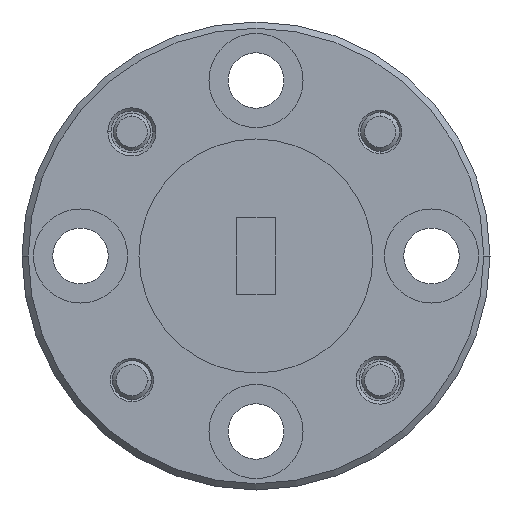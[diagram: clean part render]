
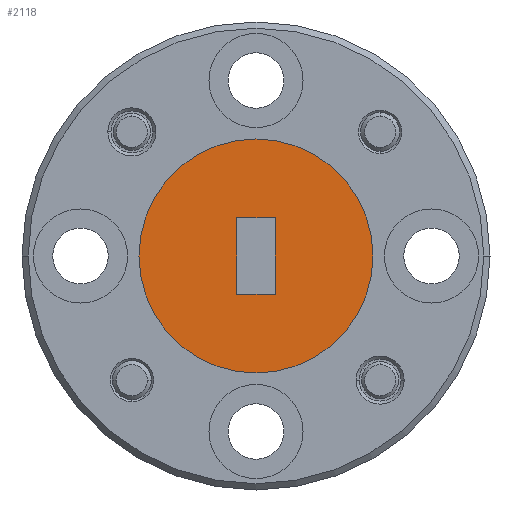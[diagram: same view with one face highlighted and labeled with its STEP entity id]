
A CAD part, left-side view. The second image highlights one B-rep face of the part: STEP entity #2118.
In plain terms, the highlighted planar face has unit normal (-1, 0, 0).
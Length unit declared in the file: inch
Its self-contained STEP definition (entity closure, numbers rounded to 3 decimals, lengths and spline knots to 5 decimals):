
#4 = DIRECTION ( 'NONE',  ( 0., 0., 1. ) ) ;
#17 = VECTOR ( 'NONE', #2221, 39.37008 ) ;
#107 = LINE ( 'NONE', #2096, #2532 ) ;
#143 = DIRECTION ( 'NONE',  ( 1., 0., 0. ) ) ;
#305 = DIRECTION ( 'NONE',  ( 1., 0., 0. ) ) ;
#653 = ORIENTED_EDGE ( 'NONE', *, *, #2859, .F. ) ;
#658 = AXIS2_PLACEMENT_3D ( 'NONE', #1277, #143, #1292 ) ;
#765 = CIRCLE ( 'NONE', #2742, 0.1875 ) ;
#958 = EDGE_LOOP ( 'NONE', ( #2733, #1279, #653, #2366 ) ) ;
#1133 = CARTESIAN_POINT ( 'NONE',  ( -0.15952, 0.90168, 1.42953 ) ) ;
#1167 = DIRECTION ( 'NONE',  ( 0., 1., 0. ) ) ;
#1168 = VERTEX_POINT ( 'NONE', #3220 ) ;
#1171 = CARTESIAN_POINT ( 'NONE',  ( -0.15952, 0.93218, 1.42953 ) ) ;
#1175 = EDGE_CURVE ( 'NONE', #1476, #1412, #3193, .T. ) ;
#1277 = CARTESIAN_POINT ( 'NONE',  ( -0.15952, 0.93218, 1.42953 ) ) ;
#1279 = ORIENTED_EDGE ( 'NONE', *, *, #1175, .F. ) ;
#1292 = DIRECTION ( 'NONE',  ( 0., 0., 1. ) ) ;
#1412 = VERTEX_POINT ( 'NONE', #2790 ) ;
#1476 = VERTEX_POINT ( 'NONE', #3095 ) ;
#1480 = ORIENTED_EDGE ( 'NONE', *, *, #2557, .F. ) ;
#1553 = EDGE_CURVE ( 'NONE', #2928, #3180, #2953, .T. ) ;
#1599 = LINE ( 'NONE', #1890, #17 ) ;
#1654 = VERTEX_POINT ( 'NONE', #2919 ) ;
#1686 = DIRECTION ( 'NONE',  ( 1., 0., 0. ) ) ;
#1829 = CIRCLE ( 'NONE', #658, 0.1875 ) ;
#1890 = CARTESIAN_POINT ( 'NONE',  ( -0.15952, 0.93218, 1.36853 ) ) ;
#1938 = FACE_BOUND ( 'NONE', #958, .T. ) ;
#1994 = DIRECTION ( 'NONE',  ( 0., 0., -1. ) ) ;
#2096 = CARTESIAN_POINT ( 'NONE',  ( -0.15952, 0.93218, 1.49053 ) ) ;
#2118 = ADVANCED_FACE ( 'NONE', ( #3642, #1938 ), #2888, .F. ) ;
#2221 = DIRECTION ( 'NONE',  ( 0., -1., 0. ) ) ;
#2269 = ORIENTED_EDGE ( 'NONE', *, *, #2837, .F. ) ;
#2274 = CARTESIAN_POINT ( 'NONE',  ( -0.15952, 0.93218, 1.42953 ) ) ;
#2292 = CARTESIAN_POINT ( 'NONE',  ( -0.15952, 0.96268, 1.49053 ) ) ;
#2366 = ORIENTED_EDGE ( 'NONE', *, *, #1553, .F. ) ;
#2532 = VECTOR ( 'NONE', #1167, 39.37008 ) ;
#2543 = CARTESIAN_POINT ( 'NONE',  ( -0.15952, 0.96268, 1.42953 ) ) ;
#2557 = EDGE_CURVE ( 'NONE', #1654, #1168, #765, .T. ) ;
#2604 = DIRECTION ( 'NONE',  ( 0., 0., 1. ) ) ;
#2645 = AXIS2_PLACEMENT_3D ( 'NONE', #2274, #1686, #1994 ) ;
#2733 = ORIENTED_EDGE ( 'NONE', *, *, #3142, .F. ) ;
#2742 = AXIS2_PLACEMENT_3D ( 'NONE', #1171, #305, #4 ) ;
#2790 = CARTESIAN_POINT ( 'NONE',  ( -0.15952, 0.90168, 1.49053 ) ) ;
#2811 = EDGE_LOOP ( 'NONE', ( #2269, #1480 ) ) ;
#2837 = EDGE_CURVE ( 'NONE', #1168, #1654, #1829, .T. ) ;
#2859 = EDGE_CURVE ( 'NONE', #3180, #1476, #1599, .T. ) ;
#2888 = PLANE ( 'NONE',  #2645 ) ;
#2919 = CARTESIAN_POINT ( 'NONE',  ( -0.15952, 0.93218, 1.24203 ) ) ;
#2928 = VERTEX_POINT ( 'NONE', #2292 ) ;
#2953 = LINE ( 'NONE', #2543, #3710 ) ;
#3095 = CARTESIAN_POINT ( 'NONE',  ( -0.15952, 0.90168, 1.36853 ) ) ;
#3142 = EDGE_CURVE ( 'NONE', #1412, #2928, #107, .T. ) ;
#3180 = VERTEX_POINT ( 'NONE', #3280 ) ;
#3193 = LINE ( 'NONE', #1133, #3334 ) ;
#3220 = CARTESIAN_POINT ( 'NONE',  ( -0.15952, 0.93218, 1.61703 ) ) ;
#3280 = CARTESIAN_POINT ( 'NONE',  ( -0.15952, 0.96268, 1.36853 ) ) ;
#3334 = VECTOR ( 'NONE', #2604, 39.37008 ) ;
#3457 = DIRECTION ( 'NONE',  ( 0., 0., -1. ) ) ;
#3642 = FACE_OUTER_BOUND ( 'NONE', #2811, .T. ) ;
#3710 = VECTOR ( 'NONE', #3457, 39.37008 ) ;
